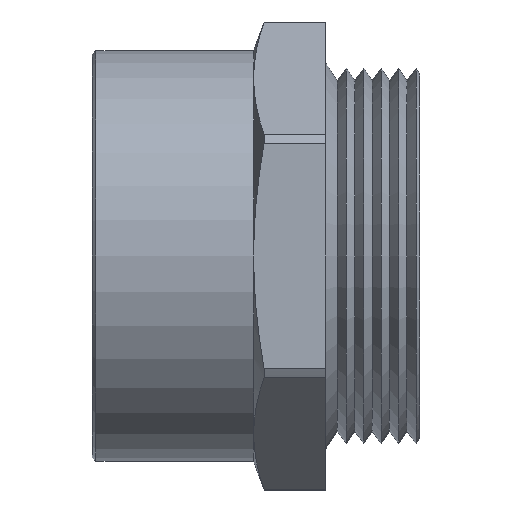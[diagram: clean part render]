
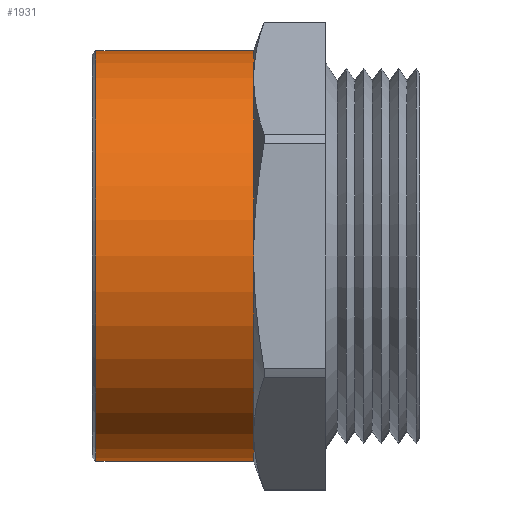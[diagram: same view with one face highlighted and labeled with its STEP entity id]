
A CAD part, left-side view. The second image highlights one B-rep face of the part: STEP entity #1931.
In plain terms, the highlighted cylindrical face has radius 14.986 mm (diameter 29.972 mm), a partial arc.
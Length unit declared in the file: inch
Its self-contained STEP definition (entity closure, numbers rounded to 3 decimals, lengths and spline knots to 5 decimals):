
#15 = CARTESIAN_POINT ( 'NONE',  ( -0.295, 0.4768, -0.51095 ) ) ;
#60 = CARTESIAN_POINT ( 'NONE',  ( -0.59, 0.4768, 0. ) ) ;
#153 = DIRECTION ( 'NONE',  ( 0., -1., 0. ) ) ;
#154 = VECTOR ( 'NONE', #153, 39.37008 ) ;
#155 = CARTESIAN_POINT ( 'NONE',  ( 0., 0., -0.59 ) ) ;
#156 = LINE ( 'NONE', #155, #154 ) ;
#241 = CARTESIAN_POINT ( 'NONE',  ( -0.295, 0.4768, 0.51095 ) ) ;
#309 = DIRECTION ( 'NONE',  ( 0., 0., 1. ) ) ;
#310 = DIRECTION ( 'NONE',  ( 0., -1., 0. ) ) ;
#311 = CARTESIAN_POINT ( 'NONE',  ( 0., 0.93, 0. ) ) ;
#312 = AXIS2_PLACEMENT_3D ( 'NONE', #311, #310, #309 ) ;
#313 = CIRCLE ( 'NONE', #312, 0.59 ) ;
#327 = DIRECTION ( 'NONE',  ( 0., 0., -1. ) ) ;
#328 = DIRECTION ( 'NONE',  ( 0., -1., 0. ) ) ;
#329 = CARTESIAN_POINT ( 'NONE',  ( 0., 0.4768, 0. ) ) ;
#330 = AXIS2_PLACEMENT_3D ( 'NONE', #329, #328, #327 ) ;
#331 = CIRCLE ( 'NONE', #330, 0.59 ) ;
#332 = DIRECTION ( 'NONE',  ( 0., 0., -1. ) ) ;
#333 = DIRECTION ( 'NONE',  ( 0., -1., 0. ) ) ;
#334 = CARTESIAN_POINT ( 'NONE',  ( 0., 0.4768, 0. ) ) ;
#335 = AXIS2_PLACEMENT_3D ( 'NONE', #334, #333, #332 ) ;
#336 = DIRECTION ( 'NONE',  ( 0., 0., -1. ) ) ;
#337 = DIRECTION ( 'NONE',  ( 0., -1., 0. ) ) ;
#338 = CARTESIAN_POINT ( 'NONE',  ( 0., 0., 0. ) ) ;
#339 = AXIS2_PLACEMENT_3D ( 'NONE', #338, #337, #336 ) ;
#340 = CIRCLE ( 'NONE', #335, 0.59 ) ;
#341 = CYLINDRICAL_SURFACE ( 'NONE', #339, 0.59 ) ;
#342 = FACE_OUTER_BOUND ( 'NONE', #1932, .T. ) ;
#350 = DIRECTION ( 'NONE',  ( 0., 0., -1. ) ) ;
#351 = DIRECTION ( 'NONE',  ( 0., -1., 0. ) ) ;
#352 = CARTESIAN_POINT ( 'NONE',  ( 0., 0.4768, 0. ) ) ;
#353 = AXIS2_PLACEMENT_3D ( 'NONE', #352, #351, #350 ) ;
#354 = CIRCLE ( 'NONE', #353, 0.59 ) ;
#389 = DIRECTION ( 'NONE',  ( 0., 0., -1. ) ) ;
#390 = DIRECTION ( 'NONE',  ( 0., -1., 0. ) ) ;
#391 = CARTESIAN_POINT ( 'NONE',  ( 0., 0.4768, 0. ) ) ;
#392 = AXIS2_PLACEMENT_3D ( 'NONE', #391, #390, #389 ) ;
#393 = CIRCLE ( 'NONE', #392, 0.59 ) ;
#761 = CARTESIAN_POINT ( 'NONE',  ( 0., 0.93, -0.59 ) ) ;
#767 = CARTESIAN_POINT ( 'NONE',  ( 0., 0.93, 0.59 ) ) ;
#1153 = CARTESIAN_POINT ( 'NONE',  ( 0., 0.4768, -0.59 ) ) ;
#1165 = CARTESIAN_POINT ( 'NONE',  ( 0., 0.4768, 0.59 ) ) ;
#1183 = DIRECTION ( 'NONE',  ( 0., -1., 0. ) ) ;
#1184 = VECTOR ( 'NONE', #1183, 39.37008 ) ;
#1185 = CARTESIAN_POINT ( 'NONE',  ( 0., 0., 0.59 ) ) ;
#1186 = LINE ( 'NONE', #1185, #1184 ) ;
#1781 = VERTEX_POINT ( 'NONE', #15 ) ;
#1808 = VERTEX_POINT ( 'NONE', #60 ) ;
#1854 = EDGE_CURVE ( 'NONE', #2271, #2479, #156, .T. ) ;
#1895 = VERTEX_POINT ( 'NONE', #241 ) ;
#1910 = EDGE_CURVE ( 'NONE', #2268, #2271, #313, .T. ) ;
#1911 = ORIENTED_EDGE ( 'NONE', *, *, #1854, .T. ) ;
#1924 = EDGE_CURVE ( 'NONE', #2473, #1895, #354, .T. ) ;
#1931 = ADVANCED_FACE ( 'NONE', ( #342 ), #341, .T. ) ;
#1932 = EDGE_LOOP ( 'NONE', ( #1933, #1990, #1911, #1987, #1989, #1935, #1937 ) ) ;
#1933 = ORIENTED_EDGE ( 'NONE', *, *, #2497, .F. ) ;
#1934 = EDGE_CURVE ( 'NONE', #1808, #1781, #340, .T. ) ;
#1935 = ORIENTED_EDGE ( 'NONE', *, *, #1936, .F. ) ;
#1936 = EDGE_CURVE ( 'NONE', #1895, #1808, #331, .T. ) ;
#1937 = ORIENTED_EDGE ( 'NONE', *, *, #1924, .F. ) ;
#1987 = ORIENTED_EDGE ( 'NONE', *, *, #1988, .F. ) ;
#1988 = EDGE_CURVE ( 'NONE', #1781, #2479, #393, .T. ) ;
#1989 = ORIENTED_EDGE ( 'NONE', *, *, #1934, .F. ) ;
#1990 = ORIENTED_EDGE ( 'NONE', *, *, #1910, .T. ) ;
#2268 = VERTEX_POINT ( 'NONE', #767 ) ;
#2271 = VERTEX_POINT ( 'NONE', #761 ) ;
#2473 = VERTEX_POINT ( 'NONE', #1165 ) ;
#2479 = VERTEX_POINT ( 'NONE', #1153 ) ;
#2497 = EDGE_CURVE ( 'NONE', #2268, #2473, #1186, .T. ) ;
